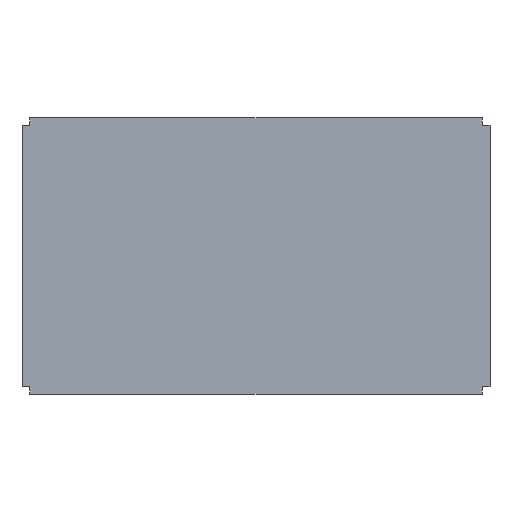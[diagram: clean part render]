
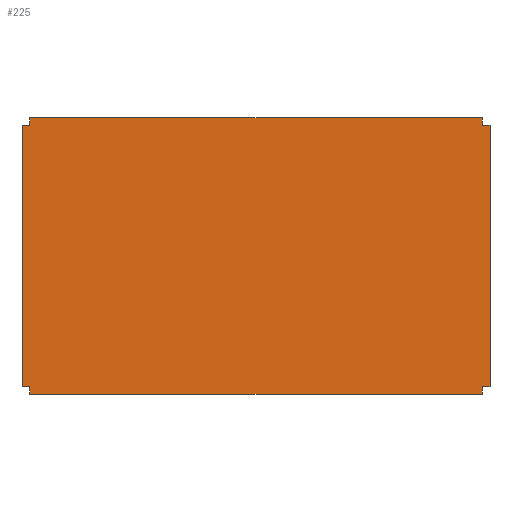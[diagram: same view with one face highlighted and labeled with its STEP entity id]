
A CAD part, front view. The second image highlights one B-rep face of the part: STEP entity #225.
In plain terms, the highlighted planar face has unit normal (0, -1, 0).
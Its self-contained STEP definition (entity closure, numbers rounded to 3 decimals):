
#2=DIRECTION('',(-1.,0.,0.));
#3=VECTOR('',#2,307.3);
#4=CARTESIAN_POINT('',(153.65,0.,-93.75));
#5=LINE('',#4,#3);
#6=DIRECTION('',(0.,0.,1.));
#7=VECTOR('',#6,5.1);
#8=CARTESIAN_POINT('',(-153.65,0.,-93.75));
#9=LINE('',#8,#7);
#10=DIRECTION('',(-1.,0.,0.));
#11=VECTOR('',#10,5.1);
#12=CARTESIAN_POINT('',(-153.65,0.,-88.65));
#13=LINE('',#12,#11);
#14=DIRECTION('',(0.,0.,1.));
#15=VECTOR('',#14,177.3);
#16=CARTESIAN_POINT('',(-158.75,0.,-88.65));
#17=LINE('',#16,#15);
#18=DIRECTION('',(1.,0.,0.));
#19=VECTOR('',#18,5.1);
#20=CARTESIAN_POINT('',(-158.75,0.,88.65));
#21=LINE('',#20,#19);
#22=DIRECTION('',(0.,0.,1.));
#23=VECTOR('',#22,5.1);
#24=CARTESIAN_POINT('',(-153.65,0.,88.65));
#25=LINE('',#24,#23);
#26=DIRECTION('',(1.,0.,0.));
#27=VECTOR('',#26,307.3);
#28=CARTESIAN_POINT('',(-153.65,0.,93.75));
#29=LINE('',#28,#27);
#30=DIRECTION('',(0.,0.,-1.));
#31=VECTOR('',#30,5.1);
#32=CARTESIAN_POINT('',(153.65,0.,93.75));
#33=LINE('',#32,#31);
#34=DIRECTION('',(1.,0.,0.));
#35=VECTOR('',#34,5.1);
#36=CARTESIAN_POINT('',(153.65,0.,88.65));
#37=LINE('',#36,#35);
#38=DIRECTION('',(0.,0.,-1.));
#39=VECTOR('',#38,177.3);
#40=CARTESIAN_POINT('',(158.75,0.,88.65));
#41=LINE('',#40,#39);
#42=DIRECTION('',(-1.,0.,0.));
#43=VECTOR('',#42,5.1);
#44=CARTESIAN_POINT('',(158.75,0.,-88.65));
#45=LINE('',#44,#43);
#46=DIRECTION('',(0.,0.,-1.));
#47=VECTOR('',#46,5.1);
#48=CARTESIAN_POINT('',(153.65,0.,-88.65));
#49=LINE('',#48,#47);
#146=CARTESIAN_POINT('',(153.65,0.,-93.75));
#147=CARTESIAN_POINT('',(-153.65,0.,-93.75));
#148=VERTEX_POINT('',#146);
#149=VERTEX_POINT('',#147);
#150=CARTESIAN_POINT('',(-153.65,0.,-88.65));
#151=VERTEX_POINT('',#150);
#152=CARTESIAN_POINT('',(-158.75,0.,-88.65));
#153=VERTEX_POINT('',#152);
#154=CARTESIAN_POINT('',(-158.75,0.,88.65));
#155=VERTEX_POINT('',#154);
#156=CARTESIAN_POINT('',(-153.65,0.,88.65));
#157=VERTEX_POINT('',#156);
#158=CARTESIAN_POINT('',(-153.65,0.,93.75));
#159=VERTEX_POINT('',#158);
#160=CARTESIAN_POINT('',(153.65,0.,93.75));
#161=VERTEX_POINT('',#160);
#162=CARTESIAN_POINT('',(153.65,0.,88.65));
#163=VERTEX_POINT('',#162);
#164=CARTESIAN_POINT('',(158.75,0.,88.65));
#165=VERTEX_POINT('',#164);
#166=CARTESIAN_POINT('',(158.75,0.,-88.65));
#167=VERTEX_POINT('',#166);
#168=CARTESIAN_POINT('',(153.65,0.,-88.65));
#169=VERTEX_POINT('',#168);
#194=CARTESIAN_POINT('',(0.,0.,0.));
#195=DIRECTION('',(0.,1.,0.));
#196=DIRECTION('',(1.,0.,0.));
#197=AXIS2_PLACEMENT_3D('',#194,#195,#196);
#198=PLANE('',#197);
#200=ORIENTED_EDGE('',*,*,#199,.T.);
#202=ORIENTED_EDGE('',*,*,#201,.T.);
#204=ORIENTED_EDGE('',*,*,#203,.T.);
#206=ORIENTED_EDGE('',*,*,#205,.T.);
#208=ORIENTED_EDGE('',*,*,#207,.T.);
#210=ORIENTED_EDGE('',*,*,#209,.T.);
#212=ORIENTED_EDGE('',*,*,#211,.T.);
#214=ORIENTED_EDGE('',*,*,#213,.T.);
#216=ORIENTED_EDGE('',*,*,#215,.T.);
#218=ORIENTED_EDGE('',*,*,#217,.T.);
#220=ORIENTED_EDGE('',*,*,#219,.T.);
#222=ORIENTED_EDGE('',*,*,#221,.T.);
#223=EDGE_LOOP('',(#200,#202,#204,#206,#208,#210,#212,#214,#216,#218,#220,
#222));
#224=FACE_OUTER_BOUND('',#223,.F.);
#225=ADVANCED_FACE('',(#224),#198,.F.);
#199=EDGE_CURVE('',#148,#149,#5,.T.);
#201=EDGE_CURVE('',#149,#151,#9,.T.);
#203=EDGE_CURVE('',#151,#153,#13,.T.);
#205=EDGE_CURVE('',#153,#155,#17,.T.);
#207=EDGE_CURVE('',#155,#157,#21,.T.);
#209=EDGE_CURVE('',#157,#159,#25,.T.);
#211=EDGE_CURVE('',#159,#161,#29,.T.);
#213=EDGE_CURVE('',#161,#163,#33,.T.);
#215=EDGE_CURVE('',#163,#165,#37,.T.);
#217=EDGE_CURVE('',#165,#167,#41,.T.);
#219=EDGE_CURVE('',#167,#169,#45,.T.);
#221=EDGE_CURVE('',#169,#148,#49,.T.);
